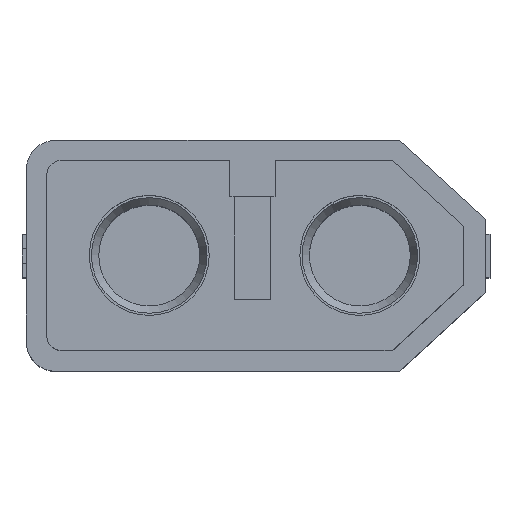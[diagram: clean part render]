
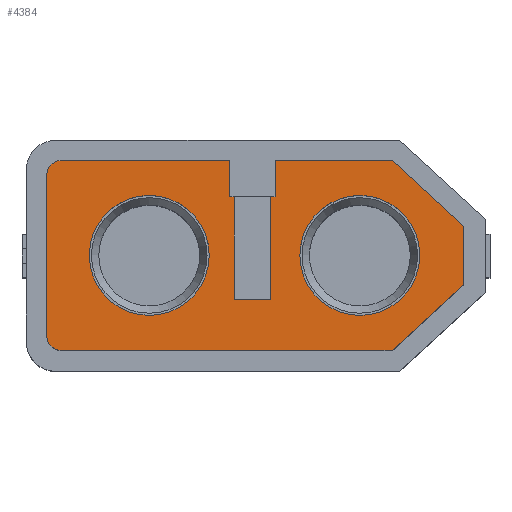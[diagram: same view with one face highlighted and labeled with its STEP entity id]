
A CAD part, top view. The second image highlights one B-rep face of the part: STEP entity #4384.
In plain terms, the highlighted planar face has unit normal (0, 0, 1).
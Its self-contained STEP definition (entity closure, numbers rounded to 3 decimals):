
#358=FACE_BOUND('',#1661,.T.);
#359=FACE_BOUND('',#1662,.T.);
#732=LINE('',#8286,#1124);
#736=LINE('',#8294,#1128);
#739=LINE('',#8300,#1131);
#745=LINE('',#8317,#1137);
#749=LINE('',#8326,#1141);
#751=LINE('',#8330,#1143);
#753=LINE('',#8334,#1145);
#755=LINE('',#8338,#1147);
#757=LINE('',#8342,#1149);
#759=LINE('',#8346,#1151);
#761=LINE('',#8350,#1153);
#762=LINE('',#8351,#1154);
#764=LINE('',#8355,#1156);
#766=LINE('',#8359,#1158);
#1124=VECTOR('',#5248,10.);
#1128=VECTOR('',#5254,10.);
#1131=VECTOR('',#5259,10.);
#1137=VECTOR('',#5277,10.);
#1141=VECTOR('',#5287,10.);
#1143=VECTOR('',#5291,10.);
#1145=VECTOR('',#5295,10.);
#1147=VECTOR('',#5299,10.);
#1149=VECTOR('',#5303,10.);
#1151=VECTOR('',#5307,10.);
#1153=VECTOR('',#5311,10.);
#1154=VECTOR('',#5312,10.);
#1156=VECTOR('',#5316,10.);
#1158=VECTOR('',#5320,10.);
#1398=FACE_OUTER_BOUND('',#1660,.T.);
#1660=EDGE_LOOP('',(#4007,#4008,#4009,#4010,#4011,#4012,#4013,#4014,#4015,
#4016,#4017,#4018,#4019,#4020,#4021,#4022));
#1661=EDGE_LOOP('',(#4023));
#1662=EDGE_LOOP('',(#4024));
#1697=CIRCLE('',#4560,2.05);
#1698=CIRCLE('',#4562,2.05);
#1699=CIRCLE('',#4565,0.5);
#1700=CIRCLE('',#4576,0.5);
#2101=VERTEX_POINT('',#8284);
#2102=VERTEX_POINT('',#8285);
#2105=VERTEX_POINT('',#8293);
#2107=VERTEX_POINT('',#8299);
#2109=VERTEX_POINT('',#8307);
#2110=VERTEX_POINT('',#8311);
#2111=VERTEX_POINT('',#8315);
#2112=VERTEX_POINT('',#8316);
#2113=VERTEX_POINT('',#8321);
#2114=VERTEX_POINT('',#8325);
#2115=VERTEX_POINT('',#8329);
#2116=VERTEX_POINT('',#8333);
#2117=VERTEX_POINT('',#8337);
#2118=VERTEX_POINT('',#8341);
#2119=VERTEX_POINT('',#8345);
#2120=VERTEX_POINT('',#8349);
#2121=VERTEX_POINT('',#8354);
#2122=VERTEX_POINT('',#8358);
#2717=EDGE_CURVE('',#2101,#2102,#732,.T.);
#2721=EDGE_CURVE('',#2102,#2105,#736,.T.);
#2724=EDGE_CURVE('',#2105,#2107,#739,.T.);
#2729=EDGE_CURVE('',#2109,#2109,#1697,.T.);
#2731=EDGE_CURVE('',#2110,#2110,#1698,.T.);
#2732=EDGE_CURVE('',#2111,#2112,#745,.T.);
#2735=EDGE_CURVE('',#2111,#2113,#1699,.T.);
#2737=EDGE_CURVE('',#2113,#2114,#749,.T.);
#2739=EDGE_CURVE('',#2114,#2115,#751,.T.);
#2741=EDGE_CURVE('',#2115,#2116,#753,.T.);
#2743=EDGE_CURVE('',#2116,#2117,#755,.T.);
#2745=EDGE_CURVE('',#2118,#2117,#757,.T.);
#2747=EDGE_CURVE('',#2119,#2118,#759,.T.);
#2749=EDGE_CURVE('',#2120,#2107,#761,.T.);
#2750=EDGE_CURVE('',#2101,#2119,#762,.T.);
#2752=EDGE_CURVE('',#2121,#2120,#764,.T.);
#2754=EDGE_CURVE('',#2122,#2121,#766,.T.);
#2756=EDGE_CURVE('',#2122,#2112,#1700,.T.);
#4007=ORIENTED_EDGE('',*,*,#2724,.T.);
#4008=ORIENTED_EDGE('',*,*,#2749,.F.);
#4009=ORIENTED_EDGE('',*,*,#2752,.F.);
#4010=ORIENTED_EDGE('',*,*,#2754,.F.);
#4011=ORIENTED_EDGE('',*,*,#2756,.T.);
#4012=ORIENTED_EDGE('',*,*,#2732,.F.);
#4013=ORIENTED_EDGE('',*,*,#2735,.T.);
#4014=ORIENTED_EDGE('',*,*,#2737,.T.);
#4015=ORIENTED_EDGE('',*,*,#2739,.T.);
#4016=ORIENTED_EDGE('',*,*,#2741,.T.);
#4017=ORIENTED_EDGE('',*,*,#2743,.T.);
#4018=ORIENTED_EDGE('',*,*,#2745,.F.);
#4019=ORIENTED_EDGE('',*,*,#2747,.F.);
#4020=ORIENTED_EDGE('',*,*,#2750,.F.);
#4021=ORIENTED_EDGE('',*,*,#2717,.T.);
#4022=ORIENTED_EDGE('',*,*,#2721,.T.);
#4023=ORIENTED_EDGE('',*,*,#2731,.T.);
#4024=ORIENTED_EDGE('',*,*,#2729,.T.);
#4145=PLANE('',#4577);
#4384=ADVANCED_FACE('',(#1398,#358,#359),#4145,.T.);
#4560=AXIS2_PLACEMENT_3D('',#8309,#5268,#5269);
#4562=AXIS2_PLACEMENT_3D('',#8313,#5273,#5274);
#4565=AXIS2_PLACEMENT_3D('',#8322,#5282,#5283);
#4576=AXIS2_PLACEMENT_3D('',#8362,#5324,#5325);
#4577=AXIS2_PLACEMENT_3D('',#8363,#5326,#5327);
#5248=DIRECTION('',(0.,-1.,0.));
#5254=DIRECTION('',(-1.,0.,0.));
#5259=DIRECTION('',(0.,1.,0.));
#5268=DIRECTION('center_axis',(0.,0.,-1.));
#5269=DIRECTION('ref_axis',(1.,0.,0.));
#5273=DIRECTION('center_axis',(0.,0.,-1.));
#5274=DIRECTION('ref_axis',(1.,0.,0.));
#5277=DIRECTION('',(0.,1.,0.));
#5282=DIRECTION('center_axis',(0.,0.,1.));
#5283=DIRECTION('ref_axis',(-1.,0.,0.));
#5287=DIRECTION('',(1.,0.,0.));
#5291=DIRECTION('',(0.737,0.676,0.));
#5295=DIRECTION('',(0.,1.,0.));
#5299=DIRECTION('',(-0.737,0.676,0.));
#5303=DIRECTION('',(1.,0.,0.));
#5307=DIRECTION('',(0.,1.,0.));
#5311=DIRECTION('',(1.,0.,0.));
#5312=DIRECTION('',(1.,0.,0.));
#5316=DIRECTION('',(0.,-1.,0.));
#5320=DIRECTION('',(1.,0.,0.));
#5324=DIRECTION('center_axis',(0.,0.,1.));
#5325=DIRECTION('ref_axis',(0.,1.,0.));
#5326=DIRECTION('center_axis',(0.,0.,1.));
#5327=DIRECTION('ref_axis',(1.,0.,0.));
#8284=CARTESIAN_POINT('',(7.645,5.25,0.));
#8285=CARTESIAN_POINT('',(7.645,1.75,0.));
#8286=CARTESIAN_POINT('',(7.645,2.5,0.));
#8293=CARTESIAN_POINT('',(6.405,1.75,0.));
#8294=CARTESIAN_POINT('',(6.765,1.75,0.));
#8299=CARTESIAN_POINT('',(6.405,5.25,0.));
#8300=CARTESIAN_POINT('',(6.405,4.25,0.));
#8307=CARTESIAN_POINT('',(8.65,3.25,0.));
#8309=CARTESIAN_POINT('Origin',(10.7,3.25,0.));
#8311=CARTESIAN_POINT('',(1.45,3.25,0.));
#8313=CARTESIAN_POINT('Origin',(3.5,3.25,0.));
#8315=CARTESIAN_POINT('',(0.,0.5,0.));
#8316=CARTESIAN_POINT('',(0.,6.,0.));
#8317=CARTESIAN_POINT('',(0.,0.5,0.));
#8321=CARTESIAN_POINT('',(0.5,0.,0.));
#8322=CARTESIAN_POINT('Origin',(0.5,0.5,0.));
#8325=CARTESIAN_POINT('',(11.8,0.,0.));
#8326=CARTESIAN_POINT('',(0.5,0.,0.));
#8329=CARTESIAN_POINT('',(14.25,2.25,0.));
#8330=CARTESIAN_POINT('',(11.8,0.,0.));
#8333=CARTESIAN_POINT('',(14.25,4.25,0.));
#8334=CARTESIAN_POINT('',(14.25,2.25,0.));
#8337=CARTESIAN_POINT('',(11.8,6.5,0.));
#8338=CARTESIAN_POINT('',(14.25,4.25,0.));
#8341=CARTESIAN_POINT('',(7.8,6.5,0.));
#8342=CARTESIAN_POINT('',(0.5,6.5,0.));
#8345=CARTESIAN_POINT('',(7.8,5.25,0.));
#8346=CARTESIAN_POINT('',(7.8,5.25,0.));
#8349=CARTESIAN_POINT('',(6.25,5.25,0.));
#8350=CARTESIAN_POINT('',(7.025,5.25,0.));
#8351=CARTESIAN_POINT('',(7.025,5.25,0.));
#8354=CARTESIAN_POINT('',(6.25,6.5,0.));
#8355=CARTESIAN_POINT('',(6.25,6.5,0.));
#8358=CARTESIAN_POINT('',(0.5,6.5,0.));
#8359=CARTESIAN_POINT('',(0.5,6.5,0.));
#8362=CARTESIAN_POINT('Origin',(0.5,6.,0.));
#8363=CARTESIAN_POINT('Origin',(7.125,3.25,0.));
